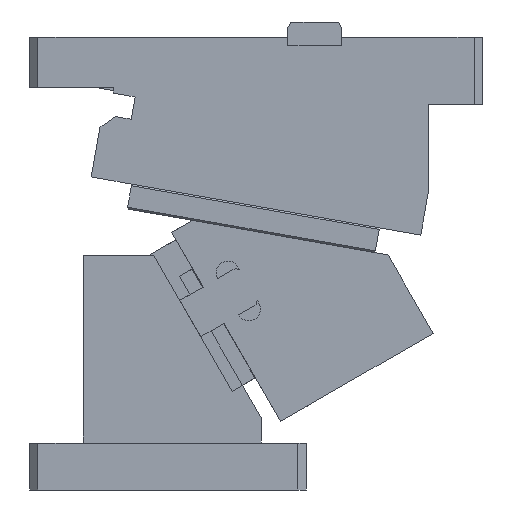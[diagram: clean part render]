
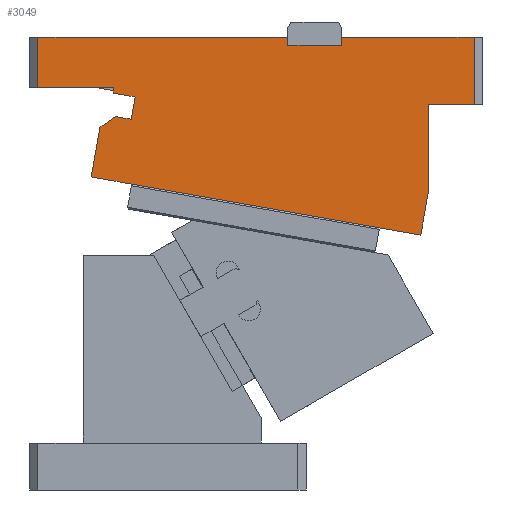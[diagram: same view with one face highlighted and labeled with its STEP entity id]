
A CAD part, front view. The second image highlights one B-rep face of the part: STEP entity #3049.
In plain terms, the highlighted planar face has unit normal (0, -1, 0).
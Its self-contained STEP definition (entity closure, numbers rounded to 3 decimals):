
#2505=CARTESIAN_POINT('Vertex',(50.,0.,240.)) ;
#2509=CARTESIAN_POINT('Control Point',(5.,0.,240.)) ;
#2510=CARTESIAN_POINT('Control Point',(14.,0.,240.)) ;
#2511=CARTESIAN_POINT('Control Point',(23.,0.,240.)) ;
#2512=CARTESIAN_POINT('Control Point',(32.,0.,240.)) ;
#2513=CARTESIAN_POINT('Control Point',(41.,0.,240.)) ;
#2514=CARTESIAN_POINT('Control Point',(50.,0.,240.)) ;
#2515=CARTESIAN_POINT('Vertex',(5.,0.,240.)) ;
#2871=CARTESIAN_POINT('Line Origine',(5.,0.,255.)) ;
#2875=CARTESIAN_POINT('Vertex',(5.,0.,270.)) ;
#2890=CARTESIAN_POINT('Axis2P3D Location',(32.076,0.,124.852)) ;
#2895=CARTESIAN_POINT('Line Origine',(56.471,0.,235.428)) ;
#2899=CARTESIAN_POINT('Vertex',(50.,0.,236.569)) ;
#2901=CARTESIAN_POINT('Vertex',(62.941,0.,234.287)) ;
#2904=CARTESIAN_POINT('Line Origine',(61.77,0.,227.642)) ;
#2908=CARTESIAN_POINT('Vertex',(60.598,0.,220.997)) ;
#2911=CARTESIAN_POINT('Line Origine',(55.92,0.,221.821)) ;
#2915=CARTESIAN_POINT('Vertex',(51.242,0.,222.646)) ;
#2918=CARTESIAN_POINT('Line Origine',(46.609,0.,219.402)) ;
#2922=CARTESIAN_POINT('Vertex',(41.975,0.,216.157)) ;
#2925=CARTESIAN_POINT('Line Origine',(39.37,0.,201.385)) ;
#2929=CARTESIAN_POINT('Vertex',(36.765,0.,186.613)) ;
#2932=CARTESIAN_POINT('Line Origine',(45.382,0.,185.093)) ;
#2936=CARTESIAN_POINT('Vertex',(53.999,0.,183.574)) ;
#2939=CARTESIAN_POINT('Line Origine',(54.984,0.,183.4)) ;
#2943=CARTESIAN_POINT('Vertex',(55.969,0.,183.227)) ;
#2946=CARTESIAN_POINT('Line Origine',(134.754,0.,169.335)) ;
#2950=CARTESIAN_POINT('Vertex',(213.538,0.,155.443)) ;
#2953=CARTESIAN_POINT('Line Origine',(223.386,0.,153.706)) ;
#2957=CARTESIAN_POINT('Vertex',(233.234,0.,151.97)) ;
#2960=CARTESIAN_POINT('Line Origine',(235.617,0.,165.483)) ;
#2964=CARTESIAN_POINT('Vertex',(238.,0.,178.997)) ;
#2967=CARTESIAN_POINT('Line Origine',(238.,0.,204.498)) ;
#2971=CARTESIAN_POINT('Vertex',(238.,0.,230.)) ;
#2974=CARTESIAN_POINT('Line Origine',(251.5,0.,230.)) ;
#2978=CARTESIAN_POINT('Vertex',(265.,0.,230.)) ;
#2981=CARTESIAN_POINT('Line Origine',(265.,0.,250.)) ;
#2985=CARTESIAN_POINT('Vertex',(265.,0.,270.)) ;
#2988=CARTESIAN_POINT('Line Origine',(225.5,0.,270.)) ;
#2992=CARTESIAN_POINT('Vertex',(186.,0.,270.)) ;
#2995=CARTESIAN_POINT('Line Origine',(186.,0.,267.5)) ;
#2999=CARTESIAN_POINT('Vertex',(186.,0.,265.)) ;
#3002=CARTESIAN_POINT('Line Origine',(170.,0.,265.)) ;
#3006=CARTESIAN_POINT('Vertex',(154.,0.,265.)) ;
#3009=CARTESIAN_POINT('Line Origine',(154.,0.,267.5)) ;
#3013=CARTESIAN_POINT('Vertex',(154.,0.,270.)) ;
#3016=CARTESIAN_POINT('Line Origine',(79.5,0.,270.)) ;
#3021=CARTESIAN_POINT('Line Origine',(50.,0.,238.284)) ;
#2872=DIRECTION('Vector Direction',(0.,0.,-1.)) ;
#2891=DIRECTION('Axis2P3D Direction',(0.,-1.,0.)) ;
#2892=DIRECTION('Axis2P3D XDirection',(0.643,0.,-0.766)) ;
#2896=DIRECTION('Vector Direction',(0.985,0.,-0.174)) ;
#2905=DIRECTION('Vector Direction',(-0.174,0.,-0.985)) ;
#2912=DIRECTION('Vector Direction',(-0.985,0.,0.174)) ;
#2919=DIRECTION('Vector Direction',(-0.819,0.,-0.574)) ;
#2926=DIRECTION('Vector Direction',(-0.174,0.,-0.985)) ;
#2933=DIRECTION('Vector Direction',(0.985,0.,-0.174)) ;
#2940=DIRECTION('Vector Direction',(-0.985,0.,0.174)) ;
#2947=DIRECTION('Vector Direction',(-0.985,0.,0.174)) ;
#2954=DIRECTION('Vector Direction',(0.985,0.,-0.174)) ;
#2961=DIRECTION('Vector Direction',(0.174,0.,0.985)) ;
#2968=DIRECTION('Vector Direction',(0.,0.,1.)) ;
#2975=DIRECTION('Vector Direction',(1.,0.,0.)) ;
#2982=DIRECTION('Vector Direction',(0.,0.,1.)) ;
#2989=DIRECTION('Vector Direction',(1.,0.,0.)) ;
#2996=DIRECTION('Vector Direction',(0.,0.,-1.)) ;
#3003=DIRECTION('Vector Direction',(-1.,0.,0.)) ;
#3010=DIRECTION('Vector Direction',(0.,0.,1.)) ;
#3017=DIRECTION('Vector Direction',(1.,0.,0.)) ;
#3022=DIRECTION('Vector Direction',(0.,0.,1.)) ;
#2893=AXIS2_PLACEMENT_3D('Plane Axis2P3D',#2890,#2891,#2892) ;
#3027=ORIENTED_EDGE('',*,*,#2903,.T.) ;
#3028=ORIENTED_EDGE('',*,*,#2910,.T.) ;
#3029=ORIENTED_EDGE('',*,*,#2917,.F.) ;
#3030=ORIENTED_EDGE('',*,*,#2924,.F.) ;
#3031=ORIENTED_EDGE('',*,*,#2931,.T.) ;
#3032=ORIENTED_EDGE('',*,*,#2938,.T.) ;
#3033=ORIENTED_EDGE('',*,*,#2945,.F.) ;
#3034=ORIENTED_EDGE('',*,*,#2952,.F.) ;
#3035=ORIENTED_EDGE('',*,*,#2959,.T.) ;
#3036=ORIENTED_EDGE('',*,*,#2966,.T.) ;
#3037=ORIENTED_EDGE('',*,*,#2973,.T.) ;
#3038=ORIENTED_EDGE('',*,*,#2980,.T.) ;
#3039=ORIENTED_EDGE('',*,*,#2987,.T.) ;
#3040=ORIENTED_EDGE('',*,*,#2994,.F.) ;
#3041=ORIENTED_EDGE('',*,*,#3001,.T.) ;
#3042=ORIENTED_EDGE('',*,*,#3008,.T.) ;
#3043=ORIENTED_EDGE('',*,*,#3015,.T.) ;
#3044=ORIENTED_EDGE('',*,*,#3020,.F.) ;
#3045=ORIENTED_EDGE('',*,*,#2877,.T.) ;
#3046=ORIENTED_EDGE('',*,*,#2517,.F.) ;
#3047=ORIENTED_EDGE('',*,*,#3025,.F.) ;
#2873=VECTOR('Line Direction',#2872,1.) ;
#2897=VECTOR('Line Direction',#2896,1.) ;
#2906=VECTOR('Line Direction',#2905,1.) ;
#2913=VECTOR('Line Direction',#2912,1.) ;
#2920=VECTOR('Line Direction',#2919,1.) ;
#2927=VECTOR('Line Direction',#2926,1.) ;
#2934=VECTOR('Line Direction',#2933,1.) ;
#2941=VECTOR('Line Direction',#2940,1.) ;
#2948=VECTOR('Line Direction',#2947,1.) ;
#2955=VECTOR('Line Direction',#2954,1.) ;
#2962=VECTOR('Line Direction',#2961,1.) ;
#2969=VECTOR('Line Direction',#2968,1.) ;
#2976=VECTOR('Line Direction',#2975,1.) ;
#2983=VECTOR('Line Direction',#2982,1.) ;
#2990=VECTOR('Line Direction',#2989,1.) ;
#2997=VECTOR('Line Direction',#2996,1.) ;
#3004=VECTOR('Line Direction',#3003,1.) ;
#3011=VECTOR('Line Direction',#3010,1.) ;
#3018=VECTOR('Line Direction',#3017,1.) ;
#3023=VECTOR('Line Direction',#3022,1.) ;
#3049=ADVANCED_FACE('CAM HOLDER',(#3048),#2894,.T.) ;
#2508=B_SPLINE_CURVE_WITH_KNOTS('',5,(#2509,#2510,#2511,#2512,#2513,#2514),.UNSPECIFIED.,.F.,.U.,(6,6),(0.,45.),.UNSPECIFIED.) ;
#2517=EDGE_CURVE('',#2506,#2516,#2508,.F.) ;
#2877=EDGE_CURVE('',#2876,#2516,#2874,.T.) ;
#2903=EDGE_CURVE('',#2900,#2902,#2898,.T.) ;
#2910=EDGE_CURVE('',#2902,#2909,#2907,.T.) ;
#2917=EDGE_CURVE('',#2916,#2909,#2914,.F.) ;
#2924=EDGE_CURVE('',#2923,#2916,#2921,.F.) ;
#2931=EDGE_CURVE('',#2923,#2930,#2928,.T.) ;
#2938=EDGE_CURVE('',#2930,#2937,#2935,.T.) ;
#2945=EDGE_CURVE('',#2944,#2937,#2942,.T.) ;
#2952=EDGE_CURVE('',#2951,#2944,#2949,.T.) ;
#2959=EDGE_CURVE('',#2951,#2958,#2956,.T.) ;
#2966=EDGE_CURVE('',#2958,#2965,#2963,.T.) ;
#2973=EDGE_CURVE('',#2965,#2972,#2970,.T.) ;
#2980=EDGE_CURVE('',#2972,#2979,#2977,.T.) ;
#2987=EDGE_CURVE('',#2979,#2986,#2984,.T.) ;
#2994=EDGE_CURVE('',#2993,#2986,#2991,.T.) ;
#3001=EDGE_CURVE('',#2993,#3000,#2998,.T.) ;
#3008=EDGE_CURVE('',#3000,#3007,#3005,.T.) ;
#3015=EDGE_CURVE('',#3007,#3014,#3012,.T.) ;
#3020=EDGE_CURVE('',#2876,#3014,#3019,.T.) ;
#3025=EDGE_CURVE('',#2900,#2506,#3024,.T.) ;
#3026=EDGE_LOOP('',(#3027,#3028,#3029,#3030,#3031,#3032,#3033,#3034,#3035,#3036,#3037,#3038,#3039,#3040,#3041,#3042,#3043,#3044,#3045,#3046,#3047)) ;
#3048=FACE_OUTER_BOUND('',#3026,.T.) ;
#2874=LINE('Line',#2871,#2873) ;
#2898=LINE('Line',#2895,#2897) ;
#2907=LINE('Line',#2904,#2906) ;
#2914=LINE('Line',#2911,#2913) ;
#2921=LINE('Line',#2918,#2920) ;
#2928=LINE('Line',#2925,#2927) ;
#2935=LINE('Line',#2932,#2934) ;
#2942=LINE('Line',#2939,#2941) ;
#2949=LINE('Line',#2946,#2948) ;
#2956=LINE('Line',#2953,#2955) ;
#2963=LINE('Line',#2960,#2962) ;
#2970=LINE('Line',#2967,#2969) ;
#2977=LINE('Line',#2974,#2976) ;
#2984=LINE('Line',#2981,#2983) ;
#2991=LINE('Line',#2988,#2990) ;
#2998=LINE('Line',#2995,#2997) ;
#3005=LINE('Line',#3002,#3004) ;
#3012=LINE('Line',#3009,#3011) ;
#3019=LINE('Line',#3016,#3018) ;
#3024=LINE('Line',#3021,#3023) ;
#2894=PLANE('Plane',#2893) ;
#2506=VERTEX_POINT('',#2505) ;
#2516=VERTEX_POINT('',#2515) ;
#2876=VERTEX_POINT('',#2875) ;
#2900=VERTEX_POINT('',#2899) ;
#2902=VERTEX_POINT('',#2901) ;
#2909=VERTEX_POINT('',#2908) ;
#2916=VERTEX_POINT('',#2915) ;
#2923=VERTEX_POINT('',#2922) ;
#2930=VERTEX_POINT('',#2929) ;
#2937=VERTEX_POINT('',#2936) ;
#2944=VERTEX_POINT('',#2943) ;
#2951=VERTEX_POINT('',#2950) ;
#2958=VERTEX_POINT('',#2957) ;
#2965=VERTEX_POINT('',#2964) ;
#2972=VERTEX_POINT('',#2971) ;
#2979=VERTEX_POINT('',#2978) ;
#2986=VERTEX_POINT('',#2985) ;
#2993=VERTEX_POINT('',#2992) ;
#3000=VERTEX_POINT('',#2999) ;
#3007=VERTEX_POINT('',#3006) ;
#3014=VERTEX_POINT('',#3013) ;
